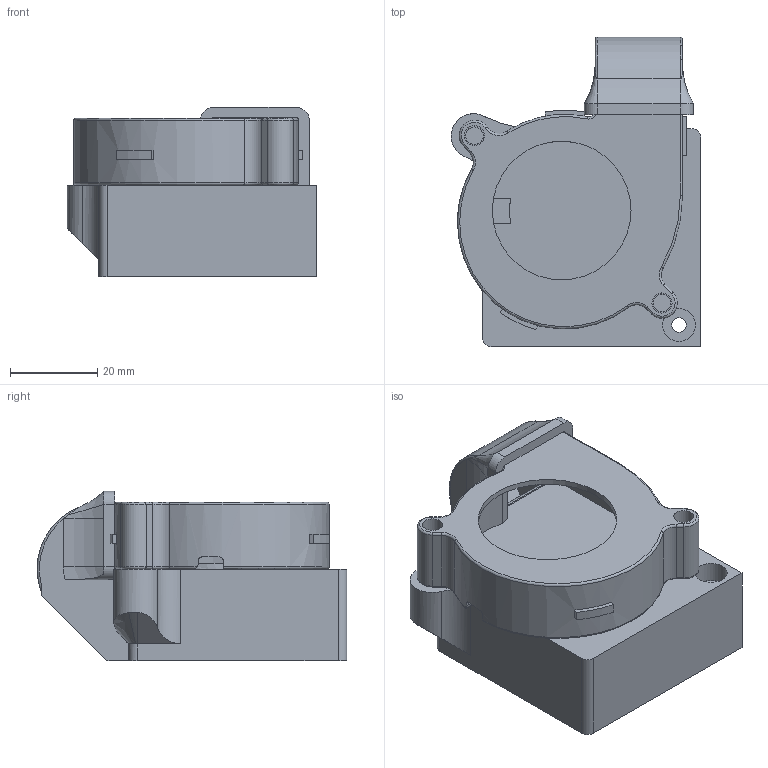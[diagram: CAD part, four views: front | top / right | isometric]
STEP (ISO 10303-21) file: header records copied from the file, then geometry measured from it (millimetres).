
FILE_DESCRIPTION(/* description */ (''),/* implementation_level */ '2;1');
FILE_NAME(/* name */ 'Air Filter FBG6 v3.step',/* time_stamp */ '2024-02-22T00:46:41+03:00',/* author */ (''),/* organization */ (''),/* preprocessor_version */ 'ST-DEVELOPER v20',/* originating_system */ 'Autodesk Translation Framework v12.14.0.127',/* authorisation */ '');
FILE_SCHEMA (('AUTOMOTIVE_DESIGN { 1 0 10303 214 3 1 1 }'));
Length unit declared in the file: millimetre
Products named in the file (1): Air Filter FBG6
Bounding box: 57.22 x 71 x 38.8 mm (x, y, z)
Volume: 36579.4 mm3; surface area: 29171.7 mm2
Topology: 2 solids, 2 shells, 233 faces, 594 edges, 381 vertices
Faces by surface type: plane 108, cylinder 90, torus 23, bspline 7, cone 5
Full cylindrical faces by diameter (mm): 3.3 x2, 4 x2, 4.6 x4, 6.3 x2, 7.5 x2, 31.8 x1
Entity records: 7796 total; most frequent: CARTESIAN_POINT 1829, DIRECTION 1246, ORIENTED_EDGE 1188, EDGE_CURVE 594, AXIS2_PLACEMENT_3D 449, VERTEX_POINT 381, LINE 348, VECTOR 348
